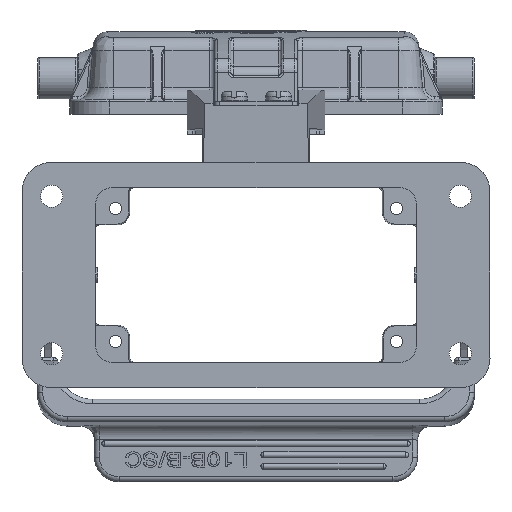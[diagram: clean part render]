
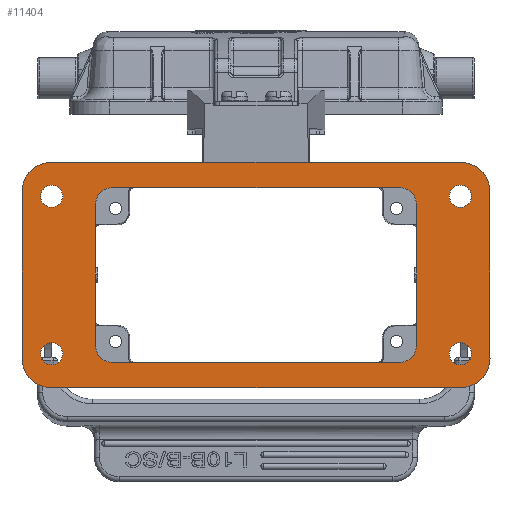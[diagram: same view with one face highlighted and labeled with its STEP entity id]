
A CAD part, front view. The second image highlights one B-rep face of the part: STEP entity #11404.
In plain terms, the highlighted planar face has unit normal (0, -1, 0).
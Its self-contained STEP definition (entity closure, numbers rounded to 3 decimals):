
#772=B_SPLINE_CURVE_WITH_KNOTS('',3,(#56052,#56053,#56054,#56055),
 .UNSPECIFIED.,.F.,.F.,(4,4),(0.,1.),.UNSPECIFIED.);
#773=B_SPLINE_CURVE_WITH_KNOTS('',3,(#56059,#56060,#56061,#56062),
 .UNSPECIFIED.,.F.,.F.,(4,4),(0.,1.),.UNSPECIFIED.);
#774=B_SPLINE_CURVE_WITH_KNOTS('',3,(#56066,#56067,#56068,#56069),
 .UNSPECIFIED.,.F.,.F.,(4,4),(0.,1.),.UNSPECIFIED.);
#775=B_SPLINE_CURVE_WITH_KNOTS('',3,(#56073,#56074,#56075,#56076),
 .UNSPECIFIED.,.F.,.F.,(4,4),(0.,1.),.UNSPECIFIED.);
#5801=FACE_BOUND('',#16627,.T.);
#5802=FACE_BOUND('',#16628,.T.);
#5803=FACE_BOUND('',#16629,.T.);
#5804=FACE_BOUND('',#16630,.T.);
#5805=FACE_BOUND('',#16631,.T.);
#5806=FACE_BOUND('',#16632,.T.);
#7227=LINE('',#56019,#9356);
#7230=LINE('',#56027,#9359);
#7233=LINE('',#56035,#9362);
#7236=LINE('',#56043,#9365);
#9356=VECTOR('',#45324,1.);
#9359=VECTOR('',#45333,1.);
#9362=VECTOR('',#45342,1.);
#9365=VECTOR('',#45351,1.);
#11404=ADVANCED_FACE('',(#5801,#5802,#5803,#5804,#5805,#5806),#13516,.F.);
#13516=PLANE('',#41263);
#16627=EDGE_LOOP('',(#20030,#20031,#20032,#20033,#20034,#20035,#20036,#20037));
#16628=EDGE_LOOP('',(#20038,#20039));
#16629=EDGE_LOOP('',(#20040,#20041));
#16630=EDGE_LOOP('',(#20042,#20043));
#16631=EDGE_LOOP('',(#20044,#20045));
#16632=EDGE_LOOP('',(#20046,#20047,#20048,#20049,#20050,#20051,#20052,#20053));
#20030=ORIENTED_EDGE('',*,*,#34619,.F.);
#20031=ORIENTED_EDGE('',*,*,#34620,.F.);
#20032=ORIENTED_EDGE('',*,*,#34621,.F.);
#20033=ORIENTED_EDGE('',*,*,#34622,.F.);
#20034=ORIENTED_EDGE('',*,*,#34623,.F.);
#20035=ORIENTED_EDGE('',*,*,#34624,.F.);
#20036=ORIENTED_EDGE('',*,*,#34625,.F.);
#20037=ORIENTED_EDGE('',*,*,#34626,.F.);
#20038=ORIENTED_EDGE('',*,*,#34627,.F.);
#20039=ORIENTED_EDGE('',*,*,#34628,.F.);
#20040=ORIENTED_EDGE('',*,*,#34629,.F.);
#20041=ORIENTED_EDGE('',*,*,#34630,.F.);
#20042=ORIENTED_EDGE('',*,*,#34631,.F.);
#20043=ORIENTED_EDGE('',*,*,#34632,.F.);
#20044=ORIENTED_EDGE('',*,*,#34633,.F.);
#20045=ORIENTED_EDGE('',*,*,#34634,.F.);
#20046=ORIENTED_EDGE('',*,*,#34618,.F.);
#20047=ORIENTED_EDGE('',*,*,#34616,.T.);
#20048=ORIENTED_EDGE('',*,*,#34614,.F.);
#20049=ORIENTED_EDGE('',*,*,#34612,.T.);
#20050=ORIENTED_EDGE('',*,*,#34610,.F.);
#20051=ORIENTED_EDGE('',*,*,#34608,.T.);
#20052=ORIENTED_EDGE('',*,*,#34606,.F.);
#20053=ORIENTED_EDGE('',*,*,#34604,.T.);
#30773=VERTEX_POINT('',#56018);
#30774=VERTEX_POINT('',#56020);
#30775=VERTEX_POINT('',#56024);
#30776=VERTEX_POINT('',#56028);
#30777=VERTEX_POINT('',#56032);
#30778=VERTEX_POINT('',#56036);
#30779=VERTEX_POINT('',#56040);
#30780=VERTEX_POINT('',#56044);
#30781=VERTEX_POINT('',#56050);
#30782=VERTEX_POINT('',#56051);
#30783=VERTEX_POINT('',#56056);
#30784=VERTEX_POINT('',#56058);
#30785=VERTEX_POINT('',#56063);
#30786=VERTEX_POINT('',#56065);
#30787=VERTEX_POINT('',#56070);
#30788=VERTEX_POINT('',#56072);
#30789=VERTEX_POINT('',#56078);
#30790=VERTEX_POINT('',#56079);
#30791=VERTEX_POINT('',#56082);
#30792=VERTEX_POINT('',#56083);
#30793=VERTEX_POINT('',#56086);
#30794=VERTEX_POINT('',#56087);
#30795=VERTEX_POINT('',#56090);
#30796=VERTEX_POINT('',#56091);
#34604=EDGE_CURVE('',#30774,#30773,#7227,.T.);
#34606=EDGE_CURVE('',#30774,#30775,#39767,.T.);
#34608=EDGE_CURVE('',#30776,#30775,#7230,.T.);
#34610=EDGE_CURVE('',#30776,#30777,#39768,.T.);
#34612=EDGE_CURVE('',#30778,#30777,#7233,.T.);
#34614=EDGE_CURVE('',#30778,#30779,#39769,.T.);
#34616=EDGE_CURVE('',#30780,#30779,#7236,.T.);
#34618=EDGE_CURVE('',#30780,#30773,#39770,.T.);
#34619=EDGE_CURVE('',#30781,#30782,#39771,.T.);
#34620=EDGE_CURVE('',#30783,#30781,#772,.T.);
#34621=EDGE_CURVE('',#30784,#30783,#39772,.T.);
#34622=EDGE_CURVE('',#30785,#30784,#773,.T.);
#34623=EDGE_CURVE('',#30786,#30785,#39773,.T.);
#34624=EDGE_CURVE('',#30787,#30786,#774,.T.);
#34625=EDGE_CURVE('',#30788,#30787,#39774,.T.);
#34626=EDGE_CURVE('',#30782,#30788,#775,.T.);
#34627=EDGE_CURVE('',#30789,#30790,#39775,.T.);
#34628=EDGE_CURVE('',#30790,#30789,#39776,.T.);
#34629=EDGE_CURVE('',#30791,#30792,#39777,.T.);
#34630=EDGE_CURVE('',#30792,#30791,#39778,.T.);
#34631=EDGE_CURVE('',#30793,#30794,#39779,.T.);
#34632=EDGE_CURVE('',#30794,#30793,#39780,.T.);
#34633=EDGE_CURVE('',#30795,#30796,#39781,.T.);
#34634=EDGE_CURVE('',#30796,#30795,#39782,.T.);
#39767=CIRCLE('',#41240,3.499);
#39768=CIRCLE('',#41243,3.499);
#39769=CIRCLE('',#41246,3.499);
#39770=CIRCLE('',#41249,3.499);
#39771=CIRCLE('',#41251,5.999);
#39772=CIRCLE('',#41252,5.999);
#39773=CIRCLE('',#41253,5.999);
#39774=CIRCLE('',#41254,5.999);
#39775=CIRCLE('',#41255,2.25);
#39776=CIRCLE('',#41256,2.25);
#39777=CIRCLE('',#41257,2.25);
#39778=CIRCLE('',#41258,2.25);
#39779=CIRCLE('',#41259,2.25);
#39780=CIRCLE('',#41260,2.25);
#39781=CIRCLE('',#41261,2.25);
#39782=CIRCLE('',#41262,2.25);
#41240=AXIS2_PLACEMENT_3D('',#56023,#45328,#45329);
#41243=AXIS2_PLACEMENT_3D('',#56031,#45337,#45338);
#41246=AXIS2_PLACEMENT_3D('',#56039,#45346,#45347);
#41249=AXIS2_PLACEMENT_3D('',#56047,#45355,#45356);
#41251=AXIS2_PLACEMENT_3D('',#56049,#45359,#45360);
#41252=AXIS2_PLACEMENT_3D('',#56057,#45361,#45362);
#41253=AXIS2_PLACEMENT_3D('',#56064,#45363,#45364);
#41254=AXIS2_PLACEMENT_3D('',#56071,#45365,#45366);
#41255=AXIS2_PLACEMENT_3D('',#56077,#45367,#45368);
#41256=AXIS2_PLACEMENT_3D('',#56080,#45369,#45370);
#41257=AXIS2_PLACEMENT_3D('',#56081,#45371,#45372);
#41258=AXIS2_PLACEMENT_3D('',#56084,#45373,#45374);
#41259=AXIS2_PLACEMENT_3D('',#56085,#45375,#45376);
#41260=AXIS2_PLACEMENT_3D('',#56088,#45377,#45378);
#41261=AXIS2_PLACEMENT_3D('',#56089,#45379,#45380);
#41262=AXIS2_PLACEMENT_3D('',#56092,#45381,#45382);
#41263=AXIS2_PLACEMENT_3D('',#56093,#45383,#45384);
#45324=DIRECTION('',(1.,0.,0.));
#45328=DIRECTION('',(0.,-1.,0.));
#45329=DIRECTION('',(0.,0.,1.));
#45333=DIRECTION('',(0.,0.,1.));
#45337=DIRECTION('',(0.,-1.,0.));
#45338=DIRECTION('',(-1.,0.,0.));
#45342=DIRECTION('',(-1.,0.,0.));
#45346=DIRECTION('',(0.,-1.,0.));
#45347=DIRECTION('',(0.,0.,-1.));
#45351=DIRECTION('',(0.,0.,-1.));
#45355=DIRECTION('',(0.,-1.,0.));
#45356=DIRECTION('',(1.,0.,0.));
#45359=DIRECTION('',(0.,1.,0.));
#45360=DIRECTION('',(1.,0.,0.));
#45361=DIRECTION('',(0.,1.,0.));
#45362=DIRECTION('',(0.,0.,1.));
#45363=DIRECTION('',(0.,1.,0.));
#45364=DIRECTION('',(-1.,0.,0.));
#45365=DIRECTION('',(0.,1.,0.));
#45366=DIRECTION('',(0.,0.,-1.));
#45367=DIRECTION('',(0.,-1.,0.));
#45368=DIRECTION('',(1.,0.,0.));
#45369=DIRECTION('',(0.,-1.,0.));
#45370=DIRECTION('',(-1.,0.,0.));
#45371=DIRECTION('',(0.,-1.,0.));
#45372=DIRECTION('',(1.,0.,0.));
#45373=DIRECTION('',(0.,-1.,0.));
#45374=DIRECTION('',(-1.,0.,0.));
#45375=DIRECTION('',(0.,-1.,0.));
#45376=DIRECTION('',(1.,0.,0.));
#45377=DIRECTION('',(0.,-1.,0.));
#45378=DIRECTION('',(-1.,0.,0.));
#45379=DIRECTION('',(0.,-1.,0.));
#45380=DIRECTION('',(1.,0.,0.));
#45381=DIRECTION('',(0.,-1.,0.));
#45382=DIRECTION('',(-1.,0.,0.));
#45383=DIRECTION('',(0.,1.,0.));
#45384=DIRECTION('',(1.,0.,0.));
#56018=CARTESIAN_POINT('',(76.589,0.,-32.086));
#56019=CARTESIAN_POINT('',(18.411,0.,-32.086));
#56020=CARTESIAN_POINT('',(18.411,0.,-32.086));
#56023=CARTESIAN_POINT('',(18.411,0.,-35.586));
#56024=CARTESIAN_POINT('',(14.912,0.,-35.586));
#56027=CARTESIAN_POINT('',(14.912,0.,-64.163));
#56028=CARTESIAN_POINT('',(14.912,0.,-64.163));
#56031=CARTESIAN_POINT('',(18.411,0.,-64.163));
#56032=CARTESIAN_POINT('',(18.412,0.,-67.662));
#56035=CARTESIAN_POINT('',(76.589,0.,-67.662));
#56036=CARTESIAN_POINT('',(76.589,0.,-67.662));
#56039=CARTESIAN_POINT('',(76.589,0.,-64.163));
#56040=CARTESIAN_POINT('',(80.088,0.,-64.163));
#56043=CARTESIAN_POINT('',(80.088,0.,-35.586));
#56044=CARTESIAN_POINT('',(80.088,0.,-35.586));
#56047=CARTESIAN_POINT('',(76.589,0.,-35.586));
#56049=CARTESIAN_POINT('',(89.001,0.,-66.76));
#56050=CARTESIAN_POINT('',(95.,0.,-66.759));
#56051=CARTESIAN_POINT('',(89.001,0.,-72.758));
#56052=CARTESIAN_POINT('',(95.,0.,-32.99));
#56053=CARTESIAN_POINT('',(95.,0.,-44.246));
#56054=CARTESIAN_POINT('',(95.,0.,-55.503));
#56055=CARTESIAN_POINT('',(95.,0.,-66.759));
#56056=CARTESIAN_POINT('',(95.,0.,-32.99));
#56057=CARTESIAN_POINT('',(89.001,0.,-32.989));
#56058=CARTESIAN_POINT('',(89.001,0.,-26.991));
#56059=CARTESIAN_POINT('',(5.999,0.,-26.99));
#56060=CARTESIAN_POINT('',(33.666,0.,-26.99));
#56061=CARTESIAN_POINT('',(61.334,0.,-26.99));
#56062=CARTESIAN_POINT('',(89.001,0.,-26.99));
#56063=CARTESIAN_POINT('',(5.999,0.,-26.991));
#56064=CARTESIAN_POINT('',(5.999,0.,-32.989));
#56065=CARTESIAN_POINT('',(0.,0.,-32.99));
#56066=CARTESIAN_POINT('',(0.,0.,-66.759));
#56067=CARTESIAN_POINT('',(0.,0.,-55.503));
#56068=CARTESIAN_POINT('',(0.,0.,-44.246));
#56069=CARTESIAN_POINT('',(0.,0.,-32.99));
#56070=CARTESIAN_POINT('',(0.,0.,-66.759));
#56071=CARTESIAN_POINT('',(5.999,0.,-66.76));
#56072=CARTESIAN_POINT('',(5.999,0.,-72.758));
#56073=CARTESIAN_POINT('',(89.001,0.,-72.758));
#56074=CARTESIAN_POINT('',(61.334,0.,-72.758));
#56075=CARTESIAN_POINT('',(33.666,0.,-72.758));
#56076=CARTESIAN_POINT('',(5.999,0.,-72.758));
#56077=CARTESIAN_POINT('',(89.,0.,-33.874));
#56078=CARTESIAN_POINT('',(91.25,0.,-33.874));
#56079=CARTESIAN_POINT('',(86.75,0.,-33.874));
#56080=CARTESIAN_POINT('',(89.,0.,-33.874));
#56081=CARTESIAN_POINT('',(89.,0.,-65.874));
#56082=CARTESIAN_POINT('',(91.25,0.,-65.874));
#56083=CARTESIAN_POINT('',(86.75,0.,-65.874));
#56084=CARTESIAN_POINT('',(89.,0.,-65.874));
#56085=CARTESIAN_POINT('',(6.,0.,-33.874));
#56086=CARTESIAN_POINT('',(8.25,0.,-33.874));
#56087=CARTESIAN_POINT('',(3.75,0.,-33.874));
#56088=CARTESIAN_POINT('',(6.,0.,-33.874));
#56089=CARTESIAN_POINT('',(6.,0.,-65.874));
#56090=CARTESIAN_POINT('',(8.25,0.,-65.874));
#56091=CARTESIAN_POINT('',(3.75,0.,-65.874));
#56092=CARTESIAN_POINT('',(6.,0.,-65.874));
#56093=CARTESIAN_POINT('',(47.5,0.,-49.874));
